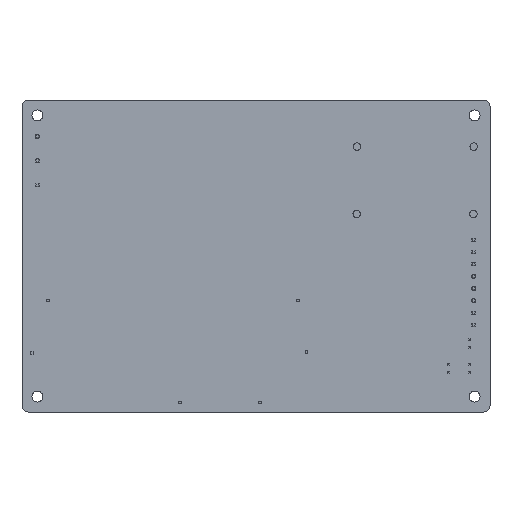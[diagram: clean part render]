
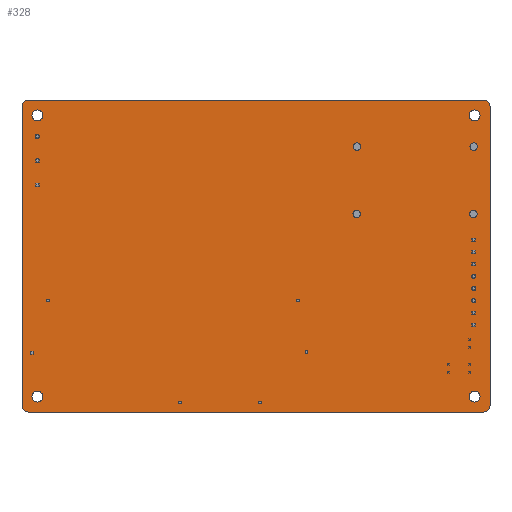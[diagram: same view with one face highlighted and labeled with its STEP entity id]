
A CAD part, front view. The second image highlights one B-rep face of the part: STEP entity #328.
In plain terms, the highlighted planar face has unit normal (0, -1, 0).
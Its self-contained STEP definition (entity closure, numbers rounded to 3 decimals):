
#1=CARTESIAN_POINT('',(-71.2,0.,-45.8));
#2=DIRECTION('',(0.,-1.,0.));
#3=DIRECTION('',(1.,0.,0.));
#4=AXIS2_PLACEMENT_3D('',#1,#2,#3);
#6=CARTESIAN_POINT('',(-71.2,0.,-45.8));
#7=DIRECTION('',(0.,-1.,0.));
#8=DIRECTION('',(-1.,0.,0.));
#9=AXIS2_PLACEMENT_3D('',#6,#7,#8);
#11=CARTESIAN_POINT('',(-71.2,0.,45.8));
#12=DIRECTION('',(0.,-1.,0.));
#13=DIRECTION('',(1.,0.,0.));
#14=AXIS2_PLACEMENT_3D('',#11,#12,#13);
#16=CARTESIAN_POINT('',(-71.2,0.,45.8));
#17=DIRECTION('',(0.,-1.,0.));
#18=DIRECTION('',(-1.,0.,0.));
#19=AXIS2_PLACEMENT_3D('',#16,#17,#18);
#21=CARTESIAN_POINT('',(71.2,0.,-45.8));
#22=DIRECTION('',(0.,-1.,0.));
#23=DIRECTION('',(1.,0.,0.));
#24=AXIS2_PLACEMENT_3D('',#21,#22,#23);
#26=CARTESIAN_POINT('',(71.2,0.,-45.8));
#27=DIRECTION('',(0.,-1.,0.));
#28=DIRECTION('',(-1.,0.,0.));
#29=AXIS2_PLACEMENT_3D('',#26,#27,#28);
#31=CARTESIAN_POINT('',(71.2,0.,45.8));
#32=DIRECTION('',(0.,-1.,0.));
#33=DIRECTION('',(1.,0.,0.));
#34=AXIS2_PLACEMENT_3D('',#31,#32,#33);
#36=CARTESIAN_POINT('',(71.2,0.,45.8));
#37=DIRECTION('',(0.,-1.,0.));
#38=DIRECTION('',(-1.,0.,0.));
#39=AXIS2_PLACEMENT_3D('',#36,#37,#38);
#41=CARTESIAN_POINT('',(-74.2,0.,-48.8));
#42=DIRECTION('',(0.,-1.,0.));
#43=DIRECTION('',(-1.,0.,0.));
#44=AXIS2_PLACEMENT_3D('',#41,#42,#43);
#46=DIRECTION('',(0.,0.,1.));
#47=VECTOR('',#46,97.6);
#48=CARTESIAN_POINT('',(-76.2,0.,-48.8));
#49=LINE('',#48,#47);
#50=CARTESIAN_POINT('',(-74.2,0.,48.8));
#51=DIRECTION('',(0.,-1.,0.));
#52=DIRECTION('',(0.,0.,1.));
#53=AXIS2_PLACEMENT_3D('',#50,#51,#52);
#55=DIRECTION('',(1.,0.,0.));
#56=VECTOR('',#55,148.4);
#57=CARTESIAN_POINT('',(-74.2,0.,50.8));
#58=LINE('',#57,#56);
#59=CARTESIAN_POINT('',(74.2,0.,48.8));
#60=DIRECTION('',(0.,-1.,0.));
#61=DIRECTION('',(1.,0.,0.));
#62=AXIS2_PLACEMENT_3D('',#59,#60,#61);
#64=DIRECTION('',(0.,0.,-1.));
#65=VECTOR('',#64,97.6);
#66=CARTESIAN_POINT('',(76.2,0.,48.8));
#67=LINE('',#66,#65);
#68=CARTESIAN_POINT('',(74.2,0.,-48.8));
#69=DIRECTION('',(0.,-1.,0.));
#70=DIRECTION('',(0.,0.,-1.));
#71=AXIS2_PLACEMENT_3D('',#68,#69,#70);
#73=DIRECTION('',(-1.,0.,0.));
#74=VECTOR('',#73,148.4);
#75=CARTESIAN_POINT('',(74.2,0.,-50.8));
#76=LINE('',#75,#74);
#217=CARTESIAN_POINT('',(-69.45,0.,-45.8));
#218=CARTESIAN_POINT('',(-72.95,0.,-45.8));
#219=VERTEX_POINT('',#217);
#220=VERTEX_POINT('',#218);
#221=CARTESIAN_POINT('',(-69.45,0.,45.8));
#222=CARTESIAN_POINT('',(-72.95,0.,45.8));
#223=VERTEX_POINT('',#221);
#224=VERTEX_POINT('',#222);
#225=CARTESIAN_POINT('',(72.95,0.,-45.8));
#226=CARTESIAN_POINT('',(69.45,0.,-45.8));
#227=VERTEX_POINT('',#225);
#228=VERTEX_POINT('',#226);
#229=CARTESIAN_POINT('',(72.95,0.,45.8));
#230=CARTESIAN_POINT('',(69.45,0.,45.8));
#231=VERTEX_POINT('',#229);
#232=VERTEX_POINT('',#230);
#249=CARTESIAN_POINT('',(-76.2,0.,-48.8));
#250=CARTESIAN_POINT('',(-74.2,0.,-50.8));
#251=VERTEX_POINT('',#249);
#252=VERTEX_POINT('',#250);
#257=CARTESIAN_POINT('',(-74.2,0.,50.8));
#258=CARTESIAN_POINT('',(-76.2,0.,48.8));
#259=VERTEX_POINT('',#257);
#260=VERTEX_POINT('',#258);
#265=CARTESIAN_POINT('',(74.2,0.,-50.8));
#266=CARTESIAN_POINT('',(76.2,0.,-48.8));
#267=VERTEX_POINT('',#265);
#268=VERTEX_POINT('',#266);
#273=CARTESIAN_POINT('',(76.2,0.,48.8));
#274=CARTESIAN_POINT('',(74.2,0.,50.8));
#275=VERTEX_POINT('',#273);
#276=VERTEX_POINT('',#274);
#281=CARTESIAN_POINT('',(0.,0.,0.));
#282=DIRECTION('',(0.,1.,0.));
#283=DIRECTION('',(1.,0.,0.));
#284=AXIS2_PLACEMENT_3D('',#281,#282,#283);
#285=PLANE('',#284);
#287=ORIENTED_EDGE('',*,*,#286,.F.);
#289=ORIENTED_EDGE('',*,*,#288,.T.);
#291=ORIENTED_EDGE('',*,*,#290,.F.);
#293=ORIENTED_EDGE('',*,*,#292,.T.);
#295=ORIENTED_EDGE('',*,*,#294,.F.);
#297=ORIENTED_EDGE('',*,*,#296,.T.);
#299=ORIENTED_EDGE('',*,*,#298,.F.);
#301=ORIENTED_EDGE('',*,*,#300,.T.);
#302=EDGE_LOOP('',(#287,#289,#291,#293,#295,#297,#299,#301));
#303=FACE_OUTER_BOUND('',#302,.F.);
#305=ORIENTED_EDGE('',*,*,#304,.T.);
#307=ORIENTED_EDGE('',*,*,#306,.T.);
#308=EDGE_LOOP('',(#305,#307));
#309=FACE_BOUND('',#308,.F.);
#311=ORIENTED_EDGE('',*,*,#310,.T.);
#313=ORIENTED_EDGE('',*,*,#312,.T.);
#314=EDGE_LOOP('',(#311,#313));
#315=FACE_BOUND('',#314,.F.);
#317=ORIENTED_EDGE('',*,*,#316,.T.);
#319=ORIENTED_EDGE('',*,*,#318,.T.);
#320=EDGE_LOOP('',(#317,#319));
#321=FACE_BOUND('',#320,.F.);
#323=ORIENTED_EDGE('',*,*,#322,.T.);
#325=ORIENTED_EDGE('',*,*,#324,.T.);
#326=EDGE_LOOP('',(#323,#325));
#327=FACE_BOUND('',#326,.F.);
#5=CIRCLE('',#4,1.75);
#10=CIRCLE('',#9,1.75);
#15=CIRCLE('',#14,1.75);
#20=CIRCLE('',#19,1.75);
#25=CIRCLE('',#24,1.75);
#30=CIRCLE('',#29,1.75);
#35=CIRCLE('',#34,1.75);
#40=CIRCLE('',#39,1.75);
#45=CIRCLE('',#44,2.);
#54=CIRCLE('',#53,2.);
#63=CIRCLE('',#62,2.);
#72=CIRCLE('',#71,2.);
#286=EDGE_CURVE('',#251,#252,#45,.T.);
#288=EDGE_CURVE('',#251,#260,#49,.T.);
#290=EDGE_CURVE('',#259,#260,#54,.T.);
#292=EDGE_CURVE('',#259,#276,#58,.T.);
#294=EDGE_CURVE('',#275,#276,#63,.T.);
#296=EDGE_CURVE('',#275,#268,#67,.T.);
#298=EDGE_CURVE('',#267,#268,#72,.T.);
#300=EDGE_CURVE('',#267,#252,#76,.T.);
#304=EDGE_CURVE('',#223,#224,#15,.T.);
#306=EDGE_CURVE('',#224,#223,#20,.T.);
#310=EDGE_CURVE('',#227,#228,#25,.T.);
#312=EDGE_CURVE('',#228,#227,#30,.T.);
#316=EDGE_CURVE('',#231,#232,#35,.T.);
#318=EDGE_CURVE('',#232,#231,#40,.T.);
#322=EDGE_CURVE('',#219,#220,#5,.T.);
#324=EDGE_CURVE('',#220,#219,#10,.T.);
#328=ADVANCED_FACE('',(#303,#309,#315,#321,#327),#285,.F.);
